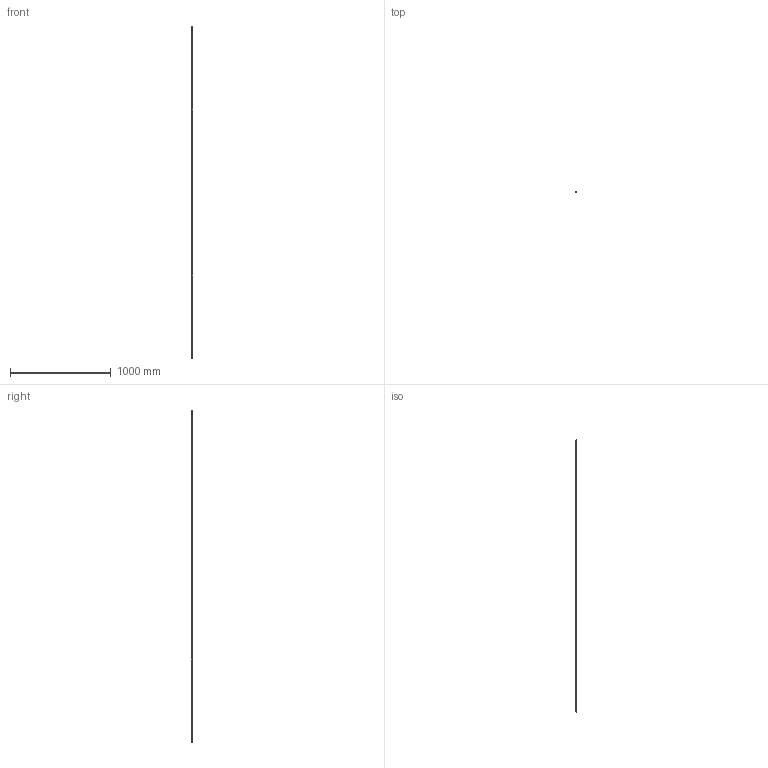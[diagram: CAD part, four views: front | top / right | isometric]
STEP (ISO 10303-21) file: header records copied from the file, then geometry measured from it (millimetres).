
FILE_DESCRIPTION (( 'STEP AP203' ), '1' );
FILE_NAME ('6000-I.step', '2022-04-27T14:02:21', ( '' ), ( '' ), 'SwSTEP 2.0', 'SolidWorks 2018', '' );
FILE_SCHEMA (( 'CONFIG_CONTROL_DESIGN' ));
Length unit declared in the file: millimetre
Products named in the file (1): 6000-I
Bounding box: 12 x 12 x 3300 mm (x, y, z)
Volume: 460287 mm3; surface area: 153906.5 mm2
Topology: 1 solids, 1 shells, 661 faces, 2789 edges, 1272 vertices
Faces by surface type: torus 442, plane 115, bspline 104
Entity records: 27612 total; most frequent: CARTESIAN_POINT 9971, ORIENTED_EDGE 3818, DIRECTION 3705, EDGE_CURVE 1909, AXIS2_PLACEMENT_3D 1446, VERTEX_POINT 1272, CIRCLE 888, LINE 813
